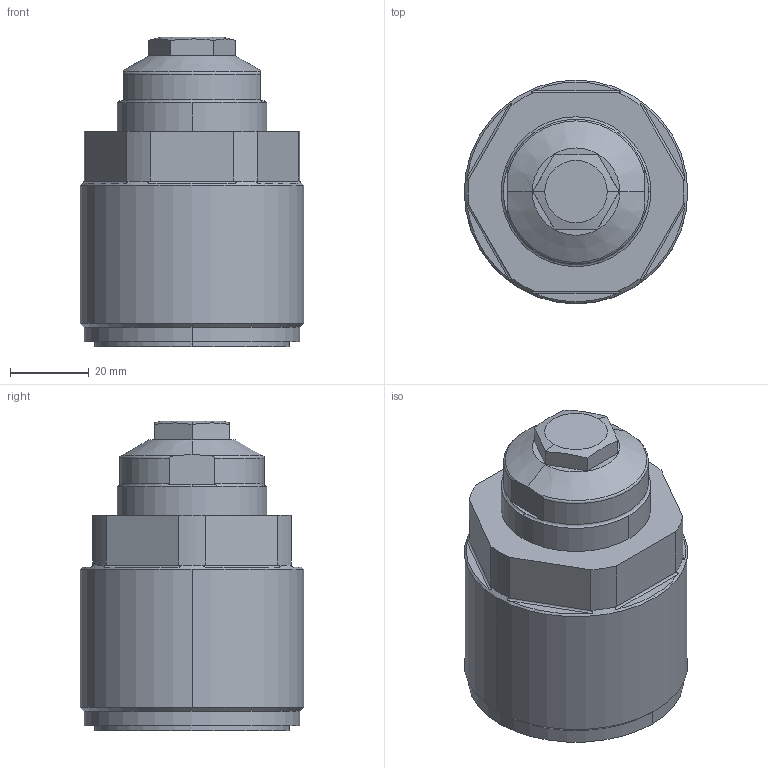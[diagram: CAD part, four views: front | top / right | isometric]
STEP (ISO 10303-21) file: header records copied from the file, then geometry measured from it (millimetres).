
FILE_DESCRIPTION((''),'2;1');
FILE_NAME('ILC10071506','2012-10-18T',('jdw'),(''),'PRO/ENGINEER BY PARAMETRIC TECHNOLOGY CORPORATION, 2007460','PRO/ENGINEER BY PARAMETRIC TECHNOLOGY CORPORATION, 2007460','');
FILE_SCHEMA(('AUTOMOTIVE_DESIGN_CC2 { 1 2 10303 214 -1 1 5 2 }'));
Length unit declared in the file: inch
Products named in the file (1): ILC10071506
Bounding box: 56.9 x 56.9 x 78.77 mm (x, y, z)
Volume: 153243.8 mm3; surface area: 17018.7 mm2
Topology: 1 solids, 2 shells, 65 faces, 158 edges, 100 vertices
Faces by surface type: plane 29, cylinder 24, cone 8, torus 4
Entity records: 2303 total; most frequent: CARTESIAN_POINT 623, DIRECTION 320, ORIENTED_EDGE 316, EDGE_CURVE 158, AXIS2_PLACEMENT_3D 127, COLOUR_RGB 106, VERTEX_POINT 100, EDGE_LOOP 68
